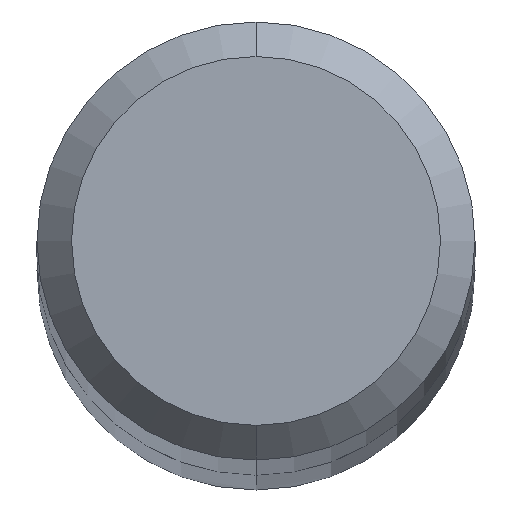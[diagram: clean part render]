
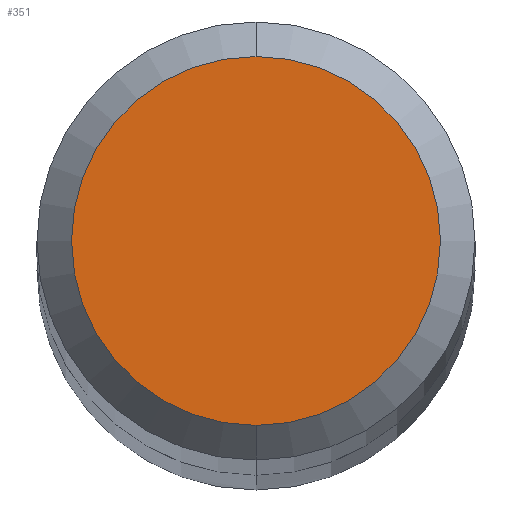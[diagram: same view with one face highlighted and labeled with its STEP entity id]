
A CAD part, top view. The second image highlights one B-rep face of the part: STEP entity #351.
In plain terms, the highlighted planar face has unit normal (0, 0, 1).
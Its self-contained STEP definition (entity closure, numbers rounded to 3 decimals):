
#249=VERTEX_POINT('',#517);
#289=EDGE_CURVE('',#381,#249,#561,.T.);
#295=EDGE_CURVE('',#249,#381,#568,.T.);
#351=ADVANCED_FACE('',(#630),#631,.T.);
#381=VERTEX_POINT('',#663);
#517=CARTESIAN_POINT('',(0.,-1.6,73.0));
#561=CIRCLE('',#1046,1.6);
#568=CIRCLE('',#1056,1.6);
#630=FACE_OUTER_BOUND('',#1187,.T.);
#631=PLANE('',#1188);
#663=CARTESIAN_POINT('',(0.0,1.6,73.0));
#1046=AXIS2_PLACEMENT_3D('',#1467,#1468,#1469);
#1056=AXIS2_PLACEMENT_3D('',#1479,#1480,#1481);
#1187=EDGE_LOOP('',(#1546,#1547));
#1188=AXIS2_PLACEMENT_3D('',#1548,#1549,#1550);
#1467=CARTESIAN_POINT('',(0.0,0.0,73.0));
#1468=DIRECTION('',(0.0,0.0,-1.0));
#1469=DIRECTION('',(0.0,1.0,0.0));
#1479=CARTESIAN_POINT('',(0.0,0.0,73.0));
#1480=DIRECTION('',(0.0,0.0,-1.0));
#1481=DIRECTION('',(0.0,1.0,0.0));
#1546=ORIENTED_EDGE('',*,*,#289,.F.);
#1547=ORIENTED_EDGE('',*,*,#295,.F.);
#1548=CARTESIAN_POINT('',(0.0,0.8,73.0));
#1549=DIRECTION('',(-0.0,0.0,1.0));
#1550=DIRECTION('',(0.0,-1.0,0.0));
